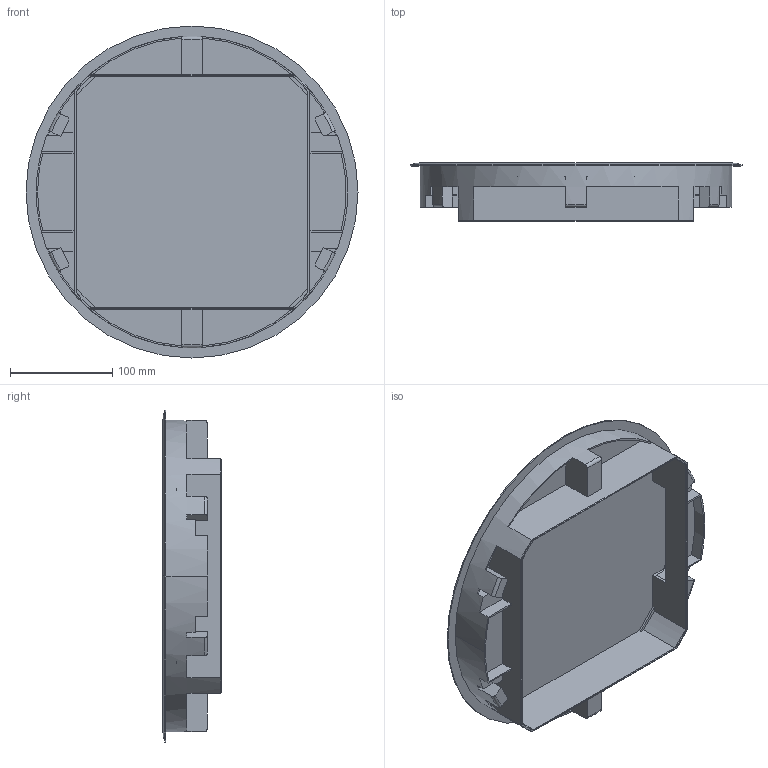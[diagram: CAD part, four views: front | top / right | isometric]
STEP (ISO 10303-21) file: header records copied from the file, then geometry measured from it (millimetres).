
FILE_DESCRIPTION (( 'STEP AP203' ), '1' );
FILE_NAME ('VDR1205.STEP', '2022-07-29T10:21:39', ( '' ), ( '' ), 'SwSTEP 2.0', 'SolidWorks 2019', '' );
FILE_SCHEMA (( 'CONFIG_CONTROL_DESIGN' ));
Length unit declared in the file: millimetre
Products named in the file (3): Verschlussdeckelblech VBR12_Standard; VDR1205; Rahmen VR12 R5
Assembly tree (2 placements, depth 2):
  VDR1205
    Rahmen VR12 R5
    Verschlussdeckelblech VBR12_Standard
Bounding box: 325 x 57 x 325 mm (x, y, z)
Volume: 691565.1 mm3; surface area: 340635.9 mm2
Topology: 2 solids, 2 shells, 187 faces, 528 edges, 346 vertices
Faces by surface type: plane 128, cylinder 43, torus 16
Entity records: 6539 total; most frequent: CARTESIAN_POINT 1326, ORIENTED_EDGE 1056, DIRECTION 1012, EDGE_CURVE 528, LINE 372, VECTOR 372, VERTEX_POINT 346, AXIS2_PLACEMENT_3D 320
